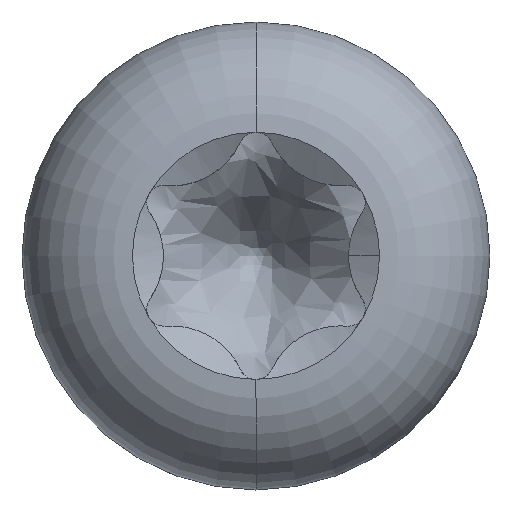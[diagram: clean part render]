
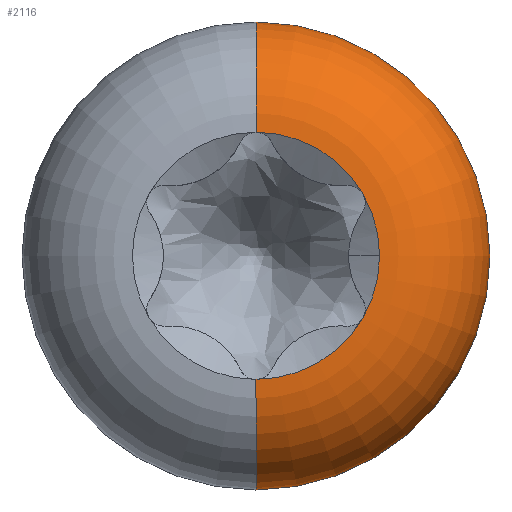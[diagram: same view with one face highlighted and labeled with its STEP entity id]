
A CAD part, top view. The second image highlights one B-rep face of the part: STEP entity #2116.
In plain terms, the highlighted toroidal (fillet/blend) face has major radius 0.597 mm and minor radius 0.533 mm.
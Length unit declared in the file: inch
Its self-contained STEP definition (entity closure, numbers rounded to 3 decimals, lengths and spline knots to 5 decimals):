
#22 = AXIS2_PLACEMENT_3D ( 'NONE', #1342, #1327, #1326 ) ;
#28 = AXIS2_PLACEMENT_3D ( 'NONE', #1172, #1230, #1227 ) ;
#29 = AXIS2_PLACEMENT_3D ( 'NONE', #1261, #1287, #1274 ) ;
#30 = AXIS2_PLACEMENT_3D ( 'NONE', #1264, #1304, #1298 ) ;
#34 = AXIS2_PLACEMENT_3D ( 'NONE', #3430, #1621, #1624 ) ;
#35 = AXIS2_PLACEMENT_3D ( 'NONE', #1543, #1568, #1569 ) ;
#38 = AXIS2_PLACEMENT_3D ( 'NONE', #3483, #184, #183 ) ;
#42 = AXIS2_PLACEMENT_3D ( 'NONE', #620, #603, #602 ) ;
#105 = CARTESIAN_POINT ( 'NONE',  ( 0., 0.0235, 0.025 ) ) ;
#183 = DIRECTION ( 'NONE',  ( 0., 0., 1. ) ) ;
#184 = DIRECTION ( 'NONE',  ( -1., 0., 0. ) ) ;
#602 = DIRECTION ( 'NONE',  ( 0., 1., 0. ) ) ;
#603 = DIRECTION ( 'NONE',  ( 0., 0., -1. ) ) ;
#620 = CARTESIAN_POINT ( 'NONE',  ( 0., 0., 0.025 ) ) ;
#1172 = CARTESIAN_POINT ( 'NONE',  ( 0., 0., 0.025 ) ) ;
#1227 = DIRECTION ( 'NONE',  ( 0., 1., 0. ) ) ;
#1230 = DIRECTION ( 'NONE',  ( 0., 0., -1. ) ) ;
#1261 = CARTESIAN_POINT ( 'NONE',  ( 0., 0., 0.025 ) ) ;
#1264 = CARTESIAN_POINT ( 'NONE',  ( 0., 0., 0.025 ) ) ;
#1274 = DIRECTION ( 'NONE',  ( 0., 1., 0. ) ) ;
#1287 = DIRECTION ( 'NONE',  ( 0., 0., -1. ) ) ;
#1298 = DIRECTION ( 'NONE',  ( 0., 1., 0. ) ) ;
#1304 = DIRECTION ( 'NONE',  ( 0., 0., -1. ) ) ;
#1326 = DIRECTION ( 'NONE',  ( 0., 1., 0. ) ) ;
#1327 = DIRECTION ( 'NONE',  ( 1., 0., 0. ) ) ;
#1342 = CARTESIAN_POINT ( 'NONE',  ( 0., -0.0235, 0.004 ) ) ;
#1543 = CARTESIAN_POINT ( 'NONE',  ( 0., 0., 0.00425 ) ) ;
#1568 = DIRECTION ( 'NONE',  ( 0., 0., -1. ) ) ;
#1569 = DIRECTION ( 'NONE',  ( 0., 1., 0. ) ) ;
#1621 = DIRECTION ( 'NONE',  ( 0., 0., -1. ) ) ;
#1624 = DIRECTION ( 'NONE',  ( 0., 1., 0. ) ) ;
#1634 = AXIS2_PLACEMENT_3D ( 'NONE', #2265, #2269, #2354 ) ;
#1816 = ORIENTED_EDGE ( 'NONE', *, *, #2204, .T. ) ;
#1817 = ORIENTED_EDGE ( 'NONE', *, *, #2454, .T. ) ;
#1818 = ORIENTED_EDGE ( 'NONE', *, *, #2191, .T. ) ;
#1819 = ORIENTED_EDGE ( 'NONE', *, *, #2250, .F. ) ;
#1820 = ORIENTED_EDGE ( 'NONE', *, *, #2233, .F. ) ;
#1821 = ORIENTED_EDGE ( 'NONE', *, *, #2228, .F. ) ;
#1822 = ORIENTED_EDGE ( 'NONE', *, *, #2174, .T. ) ;
#1823 = ORIENTED_EDGE ( 'NONE', *, *, #2203, .T. ) ;
#2036 = EDGE_LOOP ( 'NONE', ( #1823, #1822, #1821, #1820, #1819, #1818, #1817, #1816 ) ) ;
#2083 = FACE_OUTER_BOUND ( 'NONE', #2036, .T. ) ;
#2087 = TOROIDAL_SURFACE ( 'NONE', #1634, 0.0235, 0.021 ) ;
#2116 = ADVANCED_FACE ( 'NONE', ( #2083 ), #2087, .T. ) ;
#2174 = EDGE_CURVE ( 'NONE', #2407, #2304, #2953, .T. ) ;
#2191 = EDGE_CURVE ( 'NONE', #2299, #2393, #2961, .T. ) ;
#2203 = EDGE_CURVE ( 'NONE', #2395, #2407, #2964, .T. ) ;
#2204 = EDGE_CURVE ( 'NONE', #2385, #2395, #2966, .T. ) ;
#2228 = EDGE_CURVE ( 'NONE', #2308, #2304, #2979, .T. ) ;
#2233 = EDGE_CURVE ( 'NONE', #2312, #2308, #2982, .T. ) ;
#2250 = EDGE_CURVE ( 'NONE', #2299, #2312, #2994, .T. ) ;
#2265 = CARTESIAN_POINT ( 'NONE',  ( 0., 0., 0.004 ) ) ;
#2269 = DIRECTION ( 'NONE',  ( 0., 0., -1. ) ) ;
#2299 = VERTEX_POINT ( 'NONE', #105 ) ;
#2304 = VERTEX_POINT ( 'NONE', #2855 ) ;
#2308 = VERTEX_POINT ( 'NONE', #2867 ) ;
#2312 = VERTEX_POINT ( 'NONE', #2864 ) ;
#2354 = DIRECTION ( 'NONE',  ( 0., 1., 0. ) ) ;
#2385 = VERTEX_POINT ( 'NONE', #2820 ) ;
#2393 = VERTEX_POINT ( 'NONE', #2806 ) ;
#2395 = VERTEX_POINT ( 'NONE', #2804 ) ;
#2407 = VERTEX_POINT ( 'NONE', #2789 ) ;
#2454 = EDGE_CURVE ( 'NONE', #2393, #2385, #3030, .T. ) ;
#2789 = CARTESIAN_POINT ( 'NONE',  ( 0., -0.0235, 0.025 ) ) ;
#2804 = CARTESIAN_POINT ( 'NONE',  ( 0.02035, -0.01175, 0.025 ) ) ;
#2806 = CARTESIAN_POINT ( 'NONE',  ( 0.02035, 0.01175, 0.025 ) ) ;
#2820 = CARTESIAN_POINT ( 'NONE',  ( 0.0235, 0., 0.025 ) ) ;
#2855 = CARTESIAN_POINT ( 'NONE',  ( 0., -0.0445, 0.00425 ) ) ;
#2864 = CARTESIAN_POINT ( 'NONE',  ( 0., 0.0445, 0.00425 ) ) ;
#2867 = CARTESIAN_POINT ( 'NONE',  ( 0.0445, 0., 0.00425 ) ) ;
#2953 = CIRCLE ( 'NONE', #22, 0.021 ) ;
#2961 = CIRCLE ( 'NONE', #28, 0.0235 ) ;
#2964 = CIRCLE ( 'NONE', #29, 0.0235 ) ;
#2966 = CIRCLE ( 'NONE', #30, 0.0235 ) ;
#2979 = CIRCLE ( 'NONE', #34, 0.0445 ) ;
#2982 = CIRCLE ( 'NONE', #35, 0.0445 ) ;
#2994 = CIRCLE ( 'NONE', #38, 0.021 ) ;
#3030 = CIRCLE ( 'NONE', #42, 0.0235 ) ;
#3430 = CARTESIAN_POINT ( 'NONE',  ( 0., 0., 0.00425 ) ) ;
#3483 = CARTESIAN_POINT ( 'NONE',  ( 0., 0.0235, 0.004 ) ) ;
